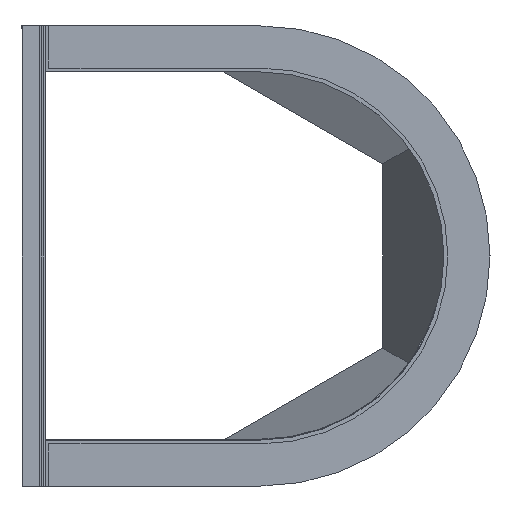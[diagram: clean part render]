
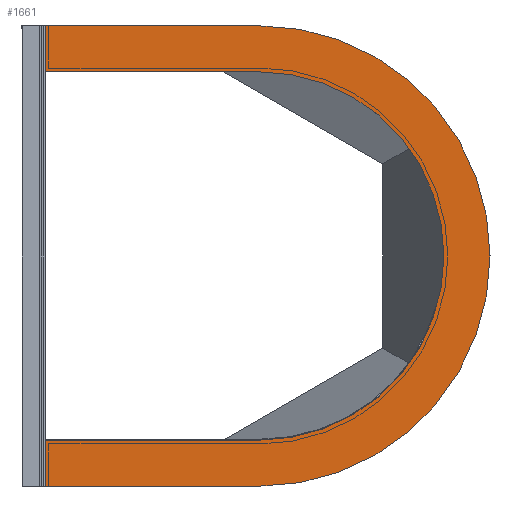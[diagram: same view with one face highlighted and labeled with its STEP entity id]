
A CAD part, left-side view. The second image highlights one B-rep face of the part: STEP entity #1661.
In plain terms, the highlighted planar face has unit normal (-1, 0, 0).
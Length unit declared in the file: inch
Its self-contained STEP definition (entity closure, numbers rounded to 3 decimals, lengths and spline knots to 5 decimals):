
#99 = CARTESIAN_POINT ( 'NONE',  ( -48.5, 12., 15. ) ) ;
#207 = DIRECTION ( 'NONE',  ( 0., 0., 1. ) ) ;
#227 = ORIENTED_EDGE ( 'NONE', *, *, #2436, .F. ) ;
#502 = CARTESIAN_POINT ( 'NONE',  ( -48.5, 12., 12. ) ) ;
#593 = ORIENTED_EDGE ( 'NONE', *, *, #2598, .T. ) ;
#613 = VERTEX_POINT ( 'NONE', #3416 ) ;
#631 = VERTEX_POINT ( 'NONE', #2853 ) ;
#674 = CARTESIAN_POINT ( 'NONE',  ( -48.5, 12., -15. ) ) ;
#762 = FACE_OUTER_BOUND ( 'NONE', #1838, .T. ) ;
#843 = EDGE_CURVE ( 'NONE', #2673, #631, #3918, .T. ) ;
#873 = CIRCLE ( 'NONE', #2773, 15. ) ;
#1018 = DIRECTION ( 'NONE',  ( 0., 1., 0. ) ) ;
#1039 = DIRECTION ( 'NONE',  ( 0., -1., 0. ) ) ;
#1044 = AXIS2_PLACEMENT_3D ( 'NONE', #1396, #2328, #3556 ) ;
#1057 = PLANE ( 'NONE',  #1044 ) ;
#1150 = VERTEX_POINT ( 'NONE', #2713 ) ;
#1249 = AXIS2_PLACEMENT_3D ( 'NONE', #1341, #2278, #2343 ) ;
#1341 = CARTESIAN_POINT ( 'NONE',  ( -48.5, 12., 0. ) ) ;
#1396 = CARTESIAN_POINT ( 'NONE',  ( -48.5, 12., 0. ) ) ;
#1514 = CARTESIAN_POINT ( 'NONE',  ( -48.5, 26., 12. ) ) ;
#1661 = ADVANCED_FACE ( 'NONE', ( #762 ), #1057, .F. ) ;
#1778 = EDGE_CURVE ( 'NONE', #613, #1854, #3730, .T. ) ;
#1838 = EDGE_LOOP ( 'NONE', ( #3755, #2701, #2783, #2390, #1967, #227, #3062, #593 ) ) ;
#1854 = VERTEX_POINT ( 'NONE', #1909 ) ;
#1875 = DIRECTION ( 'NONE',  ( 0., 0., 1. ) ) ;
#1909 = CARTESIAN_POINT ( 'NONE',  ( -48.5, 26., -12. ) ) ;
#1922 = VECTOR ( 'NONE', #1018, 39.37008 ) ;
#1967 = ORIENTED_EDGE ( 'NONE', *, *, #3405, .F. ) ;
#2103 = DIRECTION ( 'NONE',  ( 0., -1., 0. ) ) ;
#2163 = LINE ( 'NONE', #3376, #3586 ) ;
#2278 = DIRECTION ( 'NONE',  ( 1., 0., 0. ) ) ;
#2308 = VERTEX_POINT ( 'NONE', #3024 ) ;
#2316 = VECTOR ( 'NONE', #1039, 39.37008 ) ;
#2328 = DIRECTION ( 'NONE',  ( 1., 0., 0. ) ) ;
#2343 = DIRECTION ( 'NONE',  ( 0., 0., -1. ) ) ;
#2390 = ORIENTED_EDGE ( 'NONE', *, *, #2467, .F. ) ;
#2434 = DIRECTION ( 'NONE',  ( 1., 0., 0. ) ) ;
#2436 = EDGE_CURVE ( 'NONE', #631, #3668, #2848, .T. ) ;
#2467 = EDGE_CURVE ( 'NONE', #1150, #2308, #2908, .T. ) ;
#2598 = EDGE_CURVE ( 'NONE', #2673, #3864, #2693, .T. ) ;
#2650 = VECTOR ( 'NONE', #2103, 39.37008 ) ;
#2673 = VERTEX_POINT ( 'NONE', #1514 ) ;
#2693 = LINE ( 'NONE', #2944, #2650 ) ;
#2701 = ORIENTED_EDGE ( 'NONE', *, *, #1778, .T. ) ;
#2704 = CARTESIAN_POINT ( 'NONE',  ( -48.5, 12., 0. ) ) ;
#2713 = CARTESIAN_POINT ( 'NONE',  ( -48.5, 12., -15. ) ) ;
#2728 = EDGE_CURVE ( 'NONE', #2308, #1854, #2163, .T. ) ;
#2773 = AXIS2_PLACEMENT_3D ( 'NONE', #2704, #2434, #3626 ) ;
#2783 = ORIENTED_EDGE ( 'NONE', *, *, #2728, .F. ) ;
#2848 = LINE ( 'NONE', #3792, #2316 ) ;
#2853 = CARTESIAN_POINT ( 'NONE',  ( -48.5, 26., 15. ) ) ;
#2897 = DIRECTION ( 'NONE',  ( 0., 1., 0. ) ) ;
#2908 = LINE ( 'NONE', #674, #1922 ) ;
#2944 = CARTESIAN_POINT ( 'NONE',  ( -48.5, 26., 12. ) ) ;
#3024 = CARTESIAN_POINT ( 'NONE',  ( -48.5, 26., -15. ) ) ;
#3062 = ORIENTED_EDGE ( 'NONE', *, *, #843, .F. ) ;
#3198 = VECTOR ( 'NONE', #2897, 39.37008 ) ;
#3325 = EDGE_CURVE ( 'NONE', #3864, #613, #3398, .T. ) ;
#3376 = CARTESIAN_POINT ( 'NONE',  ( -48.5, 26., 12. ) ) ;
#3398 = CIRCLE ( 'NONE', #1249, 12. ) ;
#3405 = EDGE_CURVE ( 'NONE', #3668, #1150, #873, .T. ) ;
#3416 = CARTESIAN_POINT ( 'NONE',  ( -48.5, 12., -12. ) ) ;
#3556 = DIRECTION ( 'NONE',  ( 0., 0., -1. ) ) ;
#3586 = VECTOR ( 'NONE', #1875, 39.37008 ) ;
#3617 = CARTESIAN_POINT ( 'NONE',  ( -48.5, 26., 12. ) ) ;
#3626 = DIRECTION ( 'NONE',  ( 0., 0., -1. ) ) ;
#3668 = VERTEX_POINT ( 'NONE', #99 ) ;
#3730 = LINE ( 'NONE', #3785, #3198 ) ;
#3755 = ORIENTED_EDGE ( 'NONE', *, *, #3325, .T. ) ;
#3785 = CARTESIAN_POINT ( 'NONE',  ( -48.5, 12., -12. ) ) ;
#3792 = CARTESIAN_POINT ( 'NONE',  ( -48.5, 26., 15. ) ) ;
#3864 = VERTEX_POINT ( 'NONE', #502 ) ;
#3918 = LINE ( 'NONE', #3617, #3999 ) ;
#3999 = VECTOR ( 'NONE', #207, 39.37008 ) ;
